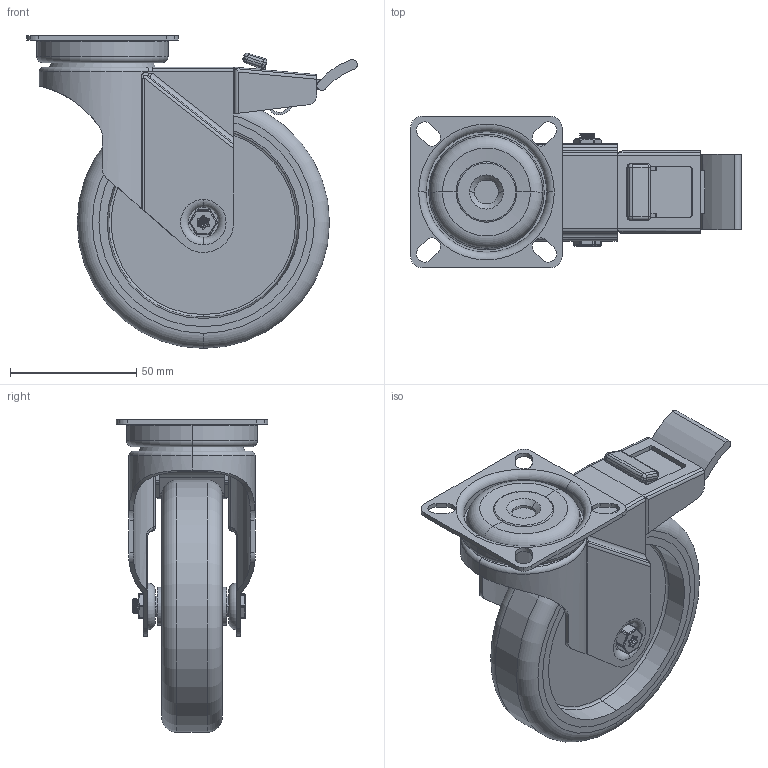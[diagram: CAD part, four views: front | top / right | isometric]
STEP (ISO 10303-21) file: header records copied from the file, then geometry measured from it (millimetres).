
FILE_DESCRIPTION(('STEP AP203'),'1');
FILE_NAME('BZRA100VGRSWB.STEP','2023-05-05T12:12:03',(' '),(' '),'Spatial InterOp 3D',' ',' ');
FILE_SCHEMA(('CONFIG_CONTROL_DESIGN'));
Length unit declared in the file: metre
Products named in the file (16): BZRA100ASSWB; ZINC PLATED PRESSED STEEL TOP PLATE; ZINC PLATED PRESSED STEEL FORKS; ZINC PLATED PRESSED STEEL BRAKE; NYLON BRAKE PEDAL; BRAKE PAD; BZRA100VGRSWB; BZL100WVGR8; THERMOPLASTIC RUBBER TYRE; POLYPROPYLENE RIM; TUBEM8X30; ZINC PLATED AXLE TUBE; BOLTBZRA6MM; ZINC PLATED AXLE BOLT; NM6GR8HALFGR8; ZINC PLATED LOCKING NUT
Assembly tree (15 placements, depth 3):
  BZRA100VGRSWB
    BZRA100ASSWB
      ZINC PLATED PRESSED STEEL TOP PLATE
      ZINC PLATED PRESSED STEEL FORKS
      ZINC PLATED PRESSED STEEL BRAKE
      NYLON BRAKE PEDAL
      BRAKE PAD
    BZL100WVGR8
      THERMOPLASTIC RUBBER TYRE
      POLYPROPYLENE RIM
    TUBEM8X30
      ZINC PLATED AXLE TUBE
    BOLTBZRA6MM
      ZINC PLATED AXLE BOLT
    NM6GR8HALFGR8
      ZINC PLATED LOCKING NUT
Bounding box: 131 x 60 x 124 mm (x, y, z)
Volume: 156709 mm3; surface area: 90035.3 mm2
Topology: 10 solids, 10 shells, 683 faces, 1771 edges, 1111 vertices
Faces by surface type: cylinder 284, plane 229, torus 76, cone 40, bspline 36, sphere 18
Entity records: 39399 total; most frequent: CARTESIAN_POINT 21702, DIRECTION 3693, ORIENTED_EDGE 3510, EDGE_CURVE 1755, AXIS2_PLACEMENT_3D 1442, VERTEX_POINT 1111, LINE 809, VECTOR 809
